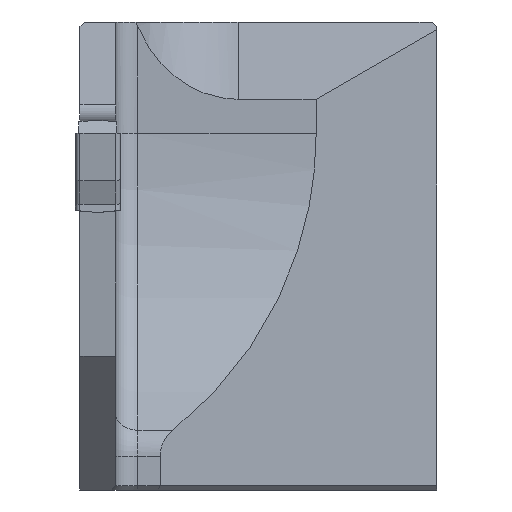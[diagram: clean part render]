
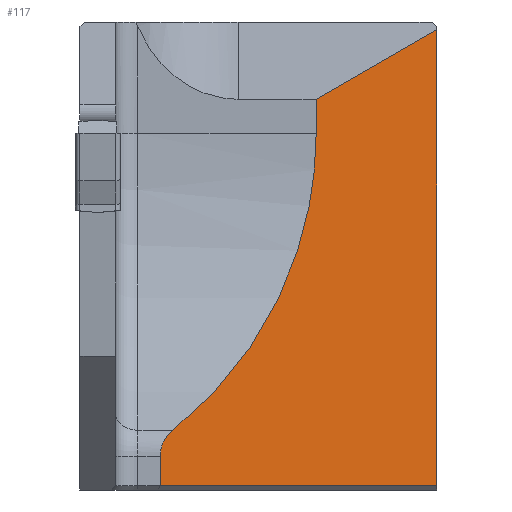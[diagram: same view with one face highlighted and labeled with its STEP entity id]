
A CAD part, left-side view. The second image highlights one B-rep face of the part: STEP entity #117.
In plain terms, the highlighted planar face has unit normal (-0.707, -0.707, 0).
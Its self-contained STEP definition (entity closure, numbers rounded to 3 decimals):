
#75=ELLIPSE('',#1325,2.121,1.5);
#78=ELLIPSE('',#1341,24.042,17.);
#117=ADVANCED_FACE('',(#237),#181,.F.);
#181=PLANE('',#1354);
#237=FACE_OUTER_BOUND('',#308,.T.);
#308=EDGE_LOOP('',(#490,#491,#492,#493,#494,#495,#496));
#490=ORIENTED_EDGE('',*,*,#853,.F.);
#491=ORIENTED_EDGE('',*,*,#924,.T.);
#492=ORIENTED_EDGE('',*,*,#914,.F.);
#493=ORIENTED_EDGE('',*,*,#915,.F.);
#494=ORIENTED_EDGE('',*,*,#887,.F.);
#495=ORIENTED_EDGE('',*,*,#881,.F.);
#496=ORIENTED_EDGE('',*,*,#925,.T.);
#740=VERTEX_POINT('',#1794);
#741=VERTEX_POINT('',#1796);
#768=VERTEX_POINT('',#1855);
#769=VERTEX_POINT('',#1856);
#772=VERTEX_POINT('',#1864);
#785=VERTEX_POINT('',#1912);
#788=VERTEX_POINT('',#1918);
#853=EDGE_CURVE('',#740,#741,#1032,.T.);
#881=EDGE_CURVE('',#768,#769,#1055,.T.);
#887=EDGE_CURVE('',#769,#772,#75,.T.);
#914=EDGE_CURVE('',#788,#785,#1082,.T.);
#915=EDGE_CURVE('',#772,#788,#78,.T.);
#924=EDGE_CURVE('',#740,#785,#1083,.T.);
#925=EDGE_CURVE('',#768,#741,#1084,.T.);
#1032=LINE('',#1795,#1175);
#1055=LINE('',#1854,#1198);
#1082=LINE('',#1919,#1225);
#1083=LINE('',#1939,#1226);
#1084=LINE('',#1940,#1227);
#1175=VECTOR('',#1430,1.);
#1198=VECTOR('',#1471,1.);
#1225=VECTOR('',#1532,1.);
#1226=VECTOR('',#1561,1.);
#1227=VECTOR('',#1562,1.);
#1325=AXIS2_PLACEMENT_3D('',#1867,#1480,#1481);
#1341=AXIS2_PLACEMENT_3D('',#1921,#1535,#1536);
#1354=AXIS2_PLACEMENT_3D('',#1941,#1563,#1564);
#1430=DIRECTION('',(0.,0.,-1.));
#1471=DIRECTION('',(0.,0.,1.));
#1480=DIRECTION('',(0.707,0.707,0.));
#1481=DIRECTION('',(-0.707,0.707,0.));
#1532=DIRECTION('',(0.,0.,1.));
#1535=DIRECTION('',(-0.707,-0.707,0.));
#1536=DIRECTION('',(-0.707,0.707,0.));
#1561=DIRECTION('',(-0.655,0.655,-0.378));
#1562=DIRECTION('',(0.707,-0.707,0.));
#1563=DIRECTION('',(0.707,0.707,0.));
#1564=DIRECTION('',(0.707,-0.707,0.));
#1794=CARTESIAN_POINT('',(22.4,0.,4.654));
#1795=CARTESIAN_POINT('',(22.4,0.,30.));
#1796=CARTESIAN_POINT('',(22.4,0.,-15.8));
#1854=CARTESIAN_POINT('',(10.,12.4,30.));
#1855=CARTESIAN_POINT('',(10.,12.4,-15.8));
#1856=CARTESIAN_POINT('',(10.,12.4,-14.491));
#1864=CARTESIAN_POINT('',(10.568,11.832,-13.316));
#1867=CARTESIAN_POINT('',(11.5,10.9,-14.491));
#1912=CARTESIAN_POINT('',(17.,5.4,1.536));
#1918=CARTESIAN_POINT('',(17.,5.4,0.));
#1919=CARTESIAN_POINT('',(17.,5.4,30.));
#1921=CARTESIAN_POINT('',(0.,22.4,0.));
#1939=CARTESIAN_POINT('',(28.672,-6.272,8.275));
#1940=CARTESIAN_POINT('',(22.4,0.,-15.8));
#1941=CARTESIAN_POINT('',(22.4,0.,30.));
